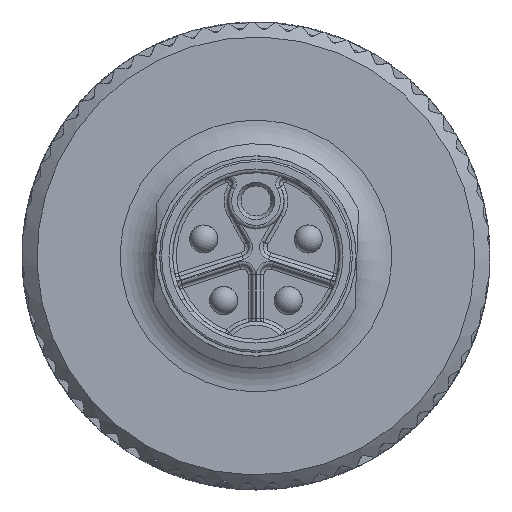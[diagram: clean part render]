
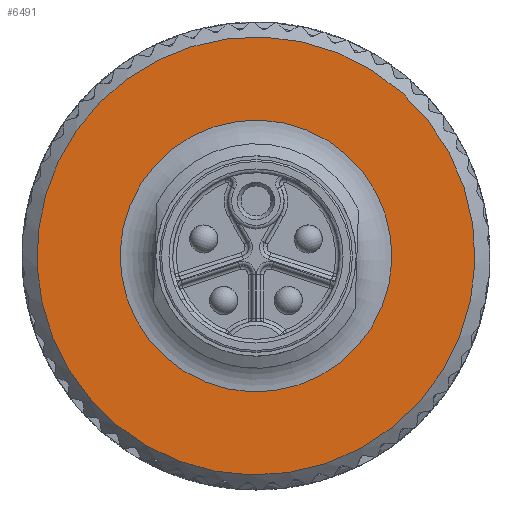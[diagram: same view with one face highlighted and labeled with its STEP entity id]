
A CAD part, front view. The second image highlights one B-rep face of the part: STEP entity #6491.
In plain terms, the highlighted planar face has unit normal (0, -1, 0).
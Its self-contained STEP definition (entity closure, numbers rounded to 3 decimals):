
#6491=ADVANCED_FACE('',(#7888,#7889),#7568,.F.);
#7568=PLANE('',#23924);
#7888=FACE_BOUND('',#8659,.T.);
#7889=FACE_BOUND('',#8660,.T.);
#8659=EDGE_LOOP('',(#13318));
#8660=EDGE_LOOP('',(#13319));
#13318=ORIENTED_EDGE('',*,*,#20536,.F.);
#13319=ORIENTED_EDGE('',*,*,#19774,.T.);
#17063=VERTEX_POINT('',#33984);
#17548=VERTEX_POINT('',#37550);
#19774=EDGE_CURVE('',#17063,#17063,#22260,.T.);
#20536=EDGE_CURVE('',#17548,#17548,#22378,.T.);
#22260=CIRCLE('',#23531,11.7);
#22378=CIRCLE('',#23923,7.26);
#23531=AXIS2_PLACEMENT_3D('',#33983,#27060,#27061);
#23923=AXIS2_PLACEMENT_3D('',#37549,#28243,#28244);
#23924=AXIS2_PLACEMENT_3D('',#37551,#28245,#28246);
#27060=DIRECTION('',(0.,-1.,0.));
#27061=DIRECTION('',(0.035,0.,0.999));
#28243=DIRECTION('',(0.,-1.,0.));
#28244=DIRECTION('',(0.035,0.,0.999));
#28245=DIRECTION('',(0.,1.,0.));
#28246=DIRECTION('',(0.,0.,-1.));
#33983=CARTESIAN_POINT('',(-72.2,-27.025,0.));
#33984=CARTESIAN_POINT('',(-71.792,-27.025,11.693));
#37549=CARTESIAN_POINT('',(-72.2,-27.025,0.));
#37550=CARTESIAN_POINT('',(-71.947,-27.025,7.256));
#37551=CARTESIAN_POINT('',(-72.2,-27.025,0.));
